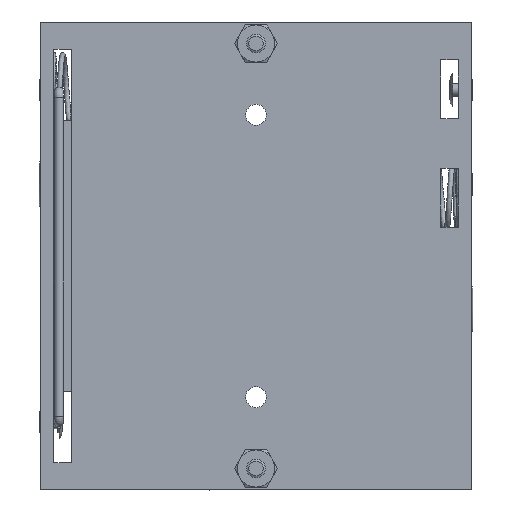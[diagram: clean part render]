
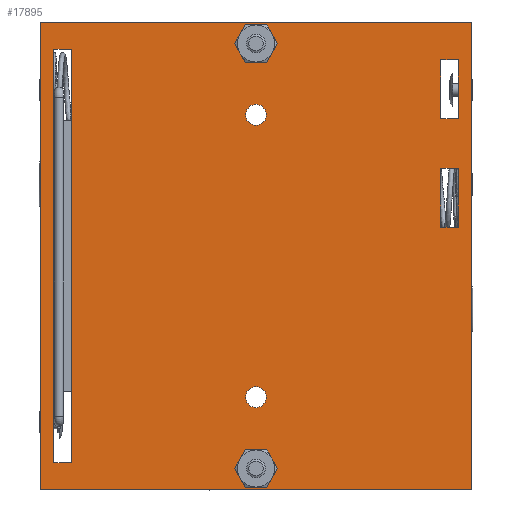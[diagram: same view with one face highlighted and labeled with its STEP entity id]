
A CAD part, front view. The second image highlights one B-rep face of the part: STEP entity #17895.
In plain terms, the highlighted planar face has unit normal (0, -1, 0).
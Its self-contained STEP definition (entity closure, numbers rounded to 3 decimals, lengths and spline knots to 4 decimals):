
#376=FACE_BOUND('',#1778,.T.);
#377=FACE_BOUND('',#1779,.T.);
#378=FACE_BOUND('',#1780,.T.);
#379=FACE_BOUND('',#1781,.T.);
#380=FACE_BOUND('',#1782,.T.);
#381=FACE_BOUND('',#1783,.T.);
#382=FACE_BOUND('',#1784,.T.);
#459=CIRCLE('',#18855,0.0551);
#467=CIRCLE('',#18871,0.0551);
#512=CIRCLE('',#18942,0.0591);
#513=CIRCLE('',#18943,0.0591);
#761=FACE_OUTER_BOUND('',#1777,.T.);
#1777=EDGE_LOOP('',(#11954,#11955,#11956,#11957));
#1778=EDGE_LOOP('',(#11958));
#1779=EDGE_LOOP('',(#11959));
#1780=EDGE_LOOP('',(#11960,#11961,#11962,#11963));
#1781=EDGE_LOOP('',(#11964));
#1782=EDGE_LOOP('',(#11965));
#1783=EDGE_LOOP('',(#11966,#11967,#11968,#11969));
#1784=EDGE_LOOP('',(#11970,#11971,#11972,#11973));
#3284=LINE('',#27582,#5180);
#3287=LINE('',#27587,#5183);
#3288=LINE('',#27589,#5184);
#3289=LINE('',#27590,#5185);
#3290=LINE('',#27593,#5186);
#3291=LINE('',#27595,#5187);
#3292=LINE('',#27597,#5188);
#3293=LINE('',#27598,#5189);
#3294=LINE('',#27605,#5190);
#3295=LINE('',#27607,#5191);
#3296=LINE('',#27609,#5192);
#3297=LINE('',#27610,#5193);
#3298=LINE('',#27613,#5194);
#3299=LINE('',#27615,#5195);
#3300=LINE('',#27617,#5196);
#3301=LINE('',#27618,#5197);
#5180=VECTOR('',#20654,39.3701);
#5183=VECTOR('',#20659,39.3701);
#5184=VECTOR('',#20660,39.3701);
#5185=VECTOR('',#20661,39.3701);
#5186=VECTOR('',#20662,39.3701);
#5187=VECTOR('',#20663,39.3701);
#5188=VECTOR('',#20664,39.3701);
#5189=VECTOR('',#20665,39.3701);
#5190=VECTOR('',#20670,39.3701);
#5191=VECTOR('',#20671,39.3701);
#5192=VECTOR('',#20672,39.3701);
#5193=VECTOR('',#20673,39.3701);
#5194=VECTOR('',#20674,39.3701);
#5195=VECTOR('',#20675,39.3701);
#5196=VECTOR('',#20676,39.3701);
#5197=VECTOR('',#20677,39.3701);
#7000=VERTEX_POINT('',#24323);
#7257=VERTEX_POINT('',#25724);
#7614=VERTEX_POINT('',#27579);
#7615=VERTEX_POINT('',#27581);
#7616=VERTEX_POINT('',#27586);
#7617=VERTEX_POINT('',#27588);
#7618=VERTEX_POINT('',#27591);
#7619=VERTEX_POINT('',#27592);
#7620=VERTEX_POINT('',#27594);
#7621=VERTEX_POINT('',#27596);
#7622=VERTEX_POINT('',#27599);
#7623=VERTEX_POINT('',#27601);
#7624=VERTEX_POINT('',#27603);
#7625=VERTEX_POINT('',#27604);
#7626=VERTEX_POINT('',#27606);
#7627=VERTEX_POINT('',#27608);
#7628=VERTEX_POINT('',#27611);
#7629=VERTEX_POINT('',#27612);
#7630=VERTEX_POINT('',#27614);
#7631=VERTEX_POINT('',#27616);
#8695=EDGE_CURVE('',#7000,#7000,#459,.T.);
#8961=EDGE_CURVE('',#7257,#7257,#467,.T.);
#9341=EDGE_CURVE('',#7615,#7614,#3284,.T.);
#9344=EDGE_CURVE('',#7614,#7616,#3287,.T.);
#9345=EDGE_CURVE('',#7617,#7616,#3288,.T.);
#9346=EDGE_CURVE('',#7615,#7617,#3289,.T.);
#9347=EDGE_CURVE('',#7618,#7619,#3290,.T.);
#9348=EDGE_CURVE('',#7620,#7618,#3291,.T.);
#9349=EDGE_CURVE('',#7621,#7620,#3292,.T.);
#9350=EDGE_CURVE('',#7619,#7621,#3293,.T.);
#9351=EDGE_CURVE('',#7622,#7622,#512,.T.);
#9352=EDGE_CURVE('',#7623,#7623,#513,.T.);
#9353=EDGE_CURVE('',#7624,#7625,#3294,.T.);
#9354=EDGE_CURVE('',#7626,#7624,#3295,.T.);
#9355=EDGE_CURVE('',#7627,#7626,#3296,.T.);
#9356=EDGE_CURVE('',#7625,#7627,#3297,.T.);
#9357=EDGE_CURVE('',#7628,#7629,#3298,.T.);
#9358=EDGE_CURVE('',#7630,#7628,#3299,.T.);
#9359=EDGE_CURVE('',#7631,#7630,#3300,.T.);
#9360=EDGE_CURVE('',#7629,#7631,#3301,.T.);
#11954=ORIENTED_EDGE('',*,*,#9344,.T.);
#11955=ORIENTED_EDGE('',*,*,#9345,.F.);
#11956=ORIENTED_EDGE('',*,*,#9346,.F.);
#11957=ORIENTED_EDGE('',*,*,#9341,.T.);
#11958=ORIENTED_EDGE('',*,*,#8695,.T.);
#11959=ORIENTED_EDGE('',*,*,#8961,.T.);
#11960=ORIENTED_EDGE('',*,*,#9347,.F.);
#11961=ORIENTED_EDGE('',*,*,#9348,.F.);
#11962=ORIENTED_EDGE('',*,*,#9349,.F.);
#11963=ORIENTED_EDGE('',*,*,#9350,.F.);
#11964=ORIENTED_EDGE('',*,*,#9351,.F.);
#11965=ORIENTED_EDGE('',*,*,#9352,.F.);
#11966=ORIENTED_EDGE('',*,*,#9353,.F.);
#11967=ORIENTED_EDGE('',*,*,#9354,.F.);
#11968=ORIENTED_EDGE('',*,*,#9355,.F.);
#11969=ORIENTED_EDGE('',*,*,#9356,.F.);
#11970=ORIENTED_EDGE('',*,*,#9357,.F.);
#11971=ORIENTED_EDGE('',*,*,#9358,.F.);
#11972=ORIENTED_EDGE('',*,*,#9359,.F.);
#11973=ORIENTED_EDGE('',*,*,#9360,.F.);
#16226=PLANE('',#18941);
#17895=ADVANCED_FACE('',(#761,#376,#377,#378,#379,#380,#381,#382),#16226,
 .F.);
#18855=AXIS2_PLACEMENT_3D('',#24324,#20024,#20025);
#18871=AXIS2_PLACEMENT_3D('',#25725,#20255,#20256);
#18941=AXIS2_PLACEMENT_3D('',#27585,#20657,#20658);
#18942=AXIS2_PLACEMENT_3D('',#27600,#20666,#20667);
#18943=AXIS2_PLACEMENT_3D('',#27602,#20668,#20669);
#20024=DIRECTION('center_axis',(0.,1.,0.));
#20025=DIRECTION('ref_axis',(0.,0.,-1.));
#20255=DIRECTION('center_axis',(0.,1.,0.));
#20256=DIRECTION('ref_axis',(0.,0.,1.));
#20654=DIRECTION('',(-1.,0.,0.));
#20657=DIRECTION('center_axis',(0.,1.,0.));
#20658=DIRECTION('ref_axis',(0.,0.,1.));
#20659=DIRECTION('',(0.,0.,-1.));
#20660=DIRECTION('',(-1.,0.,0.));
#20661=DIRECTION('',(0.,0.,-1.));
#20662=DIRECTION('',(1.,0.,0.));
#20663=DIRECTION('',(0.,0.,-1.));
#20664=DIRECTION('',(-1.,0.,0.));
#20665=DIRECTION('',(0.,0.,1.));
#20666=DIRECTION('center_axis',(0.,-1.,0.));
#20667=DIRECTION('ref_axis',(0.,0.,1.));
#20668=DIRECTION('center_axis',(0.,-1.,0.));
#20669=DIRECTION('ref_axis',(0.,0.,-1.));
#20670=DIRECTION('',(-1.,0.,0.));
#20671=DIRECTION('',(0.,0.,1.));
#20672=DIRECTION('',(1.,0.,0.));
#20673=DIRECTION('',(0.,0.,-1.));
#20674=DIRECTION('',(0.,0.,-1.));
#20675=DIRECTION('',(-1.,0.,0.));
#20676=DIRECTION('',(0.,0.,1.));
#20677=DIRECTION('',(1.,0.,0.));
#24323=CARTESIAN_POINT('',(0.0271,-0.2824,0.6566));
#24324=CARTESIAN_POINT('Origin',(0.0271,-0.2824,
0.7117));
#25724=CARTESIAN_POINT('',(0.0271,-0.2824,-0.8395));
#25725=CARTESIAN_POINT('Origin',(0.0271,-0.2824,
-0.7843));
#27579=CARTESIAN_POINT('',(-1.1146,-0.2824,1.2037));
#27581=CARTESIAN_POINT('',(1.1688,-0.2824,1.2037));
#27582=CARTESIAN_POINT('',(1.1688,-0.2824,1.2037));
#27585=CARTESIAN_POINT('Origin',(1.1688,-0.2824,1.2037));
#27586=CARTESIAN_POINT('',(-1.1146,-0.2824,-1.2763));
#27587=CARTESIAN_POINT('',(-1.1146,-0.2824,1.2037));
#27588=CARTESIAN_POINT('',(1.1688,-0.2824,-1.2763));
#27589=CARTESIAN_POINT('',(1.1688,-0.2824,-1.2763));
#27590=CARTESIAN_POINT('',(1.1688,-0.2824,1.2037));
#27591=CARTESIAN_POINT('',(-1.0446,-0.2824,-1.1313));
#27592=CARTESIAN_POINT('',(-0.9496,-0.2824,-1.1313));
#27593=CARTESIAN_POINT('',(-1.0446,-0.2824,-1.1313));
#27594=CARTESIAN_POINT('',(-1.0446,-0.2824,1.0587));
#27595=CARTESIAN_POINT('',(-1.0446,-0.2824,1.0587));
#27596=CARTESIAN_POINT('',(-0.9496,-0.2824,1.0587));
#27597=CARTESIAN_POINT('',(-1.0446,-0.2824,1.0587));
#27598=CARTESIAN_POINT('',(-0.9496,-0.2824,1.0587));
#27599=CARTESIAN_POINT('',(0.0271,-0.2824,-1.1032));
#27600=CARTESIAN_POINT('Origin',(0.0271,-0.2824,
-1.1623));
#27601=CARTESIAN_POINT('',(0.0271,-0.2824,1.1487));
#27602=CARTESIAN_POINT('Origin',(0.0271,-0.2824,
1.0897));
#27603=CARTESIAN_POINT('',(1.0988,-0.2824,0.4277));
#27604=CARTESIAN_POINT('',(1.0068,-0.2824,0.4277));
#27605=CARTESIAN_POINT('',(1.0988,-0.2824,0.4277));
#27606=CARTESIAN_POINT('',(1.0988,-0.2824,0.1157));
#27607=CARTESIAN_POINT('',(1.0988,-0.2824,0.1157));
#27608=CARTESIAN_POINT('',(1.0068,-0.2824,0.1157));
#27609=CARTESIAN_POINT('',(1.0068,-0.2824,0.1157));
#27610=CARTESIAN_POINT('',(1.0068,-0.2824,0.4277));
#27611=CARTESIAN_POINT('',(1.0068,-0.2824,1.0037));
#27612=CARTESIAN_POINT('',(1.0068,-0.2824,0.6917));
#27613=CARTESIAN_POINT('',(1.0068,-0.2824,0.6917));
#27614=CARTESIAN_POINT('',(1.0988,-0.2824,1.0037));
#27615=CARTESIAN_POINT('',(1.0068,-0.2824,1.0037));
#27616=CARTESIAN_POINT('',(1.0988,-0.2824,0.6917));
#27617=CARTESIAN_POINT('',(1.0988,-0.2824,1.0037));
#27618=CARTESIAN_POINT('',(1.0988,-0.2824,0.6917));
